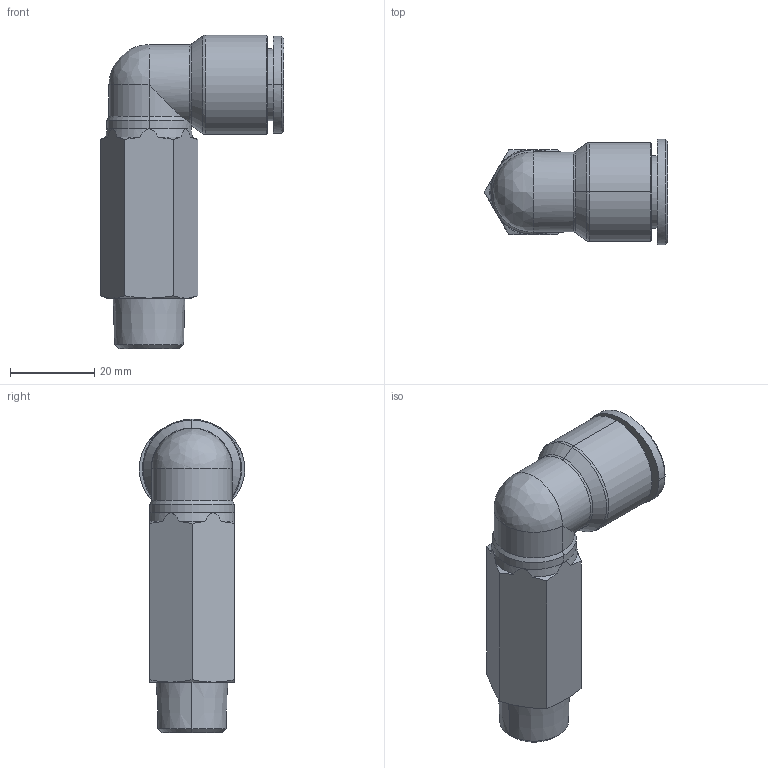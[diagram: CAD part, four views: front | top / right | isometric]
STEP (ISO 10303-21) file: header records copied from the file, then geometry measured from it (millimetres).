
FILE_DESCRIPTION (( 'STEP AP214' ), '1' );
FILE_NAME ('PLL14-03.stp', '2015-09-10T08:47:45', ( '' ), ( '' ), 'SwSTEP 2.0', 'SolidWorks 2015', '' );
FILE_SCHEMA (( 'AUTOMOTIVE_DESIGN' ));
Length unit declared in the file: millimetre
Products named in the file (2): PLL14-03; ｦ+ﾃｦ1
Assembly tree (1 placements, depth 2):
  PLL14-03
    ｦ+ﾃｦ1
Bounding box: 43.45 x 25 x 74.3 mm (x, y, z)
Volume: 22884.9 mm3; surface area: 9922.8 mm2
Topology: 1 solids, 1 shells, 206 faces, 538 edges, 347 vertices
Faces by surface type: plane 113, cone 37, bspline 33, cylinder 21, torus 2
Entity records: 8145 total; most frequent: CARTESIAN_POINT 2700, ORIENTED_EDGE 1070, DIRECTION 867, EDGE_CURVE 535, VERTEX_POINT 347, LINE 333, VECTOR 333, AXIS2_PLACEMENT_3D 267
